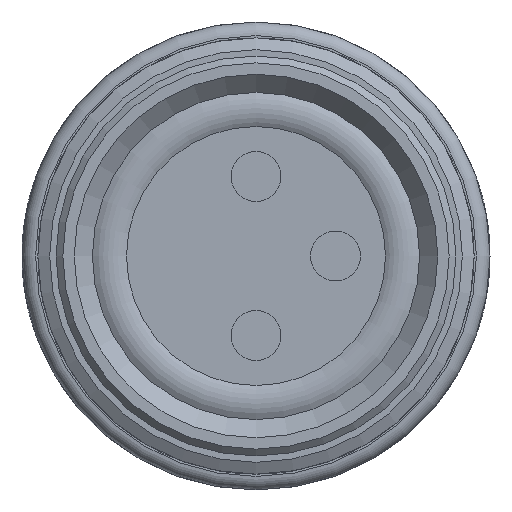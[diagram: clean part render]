
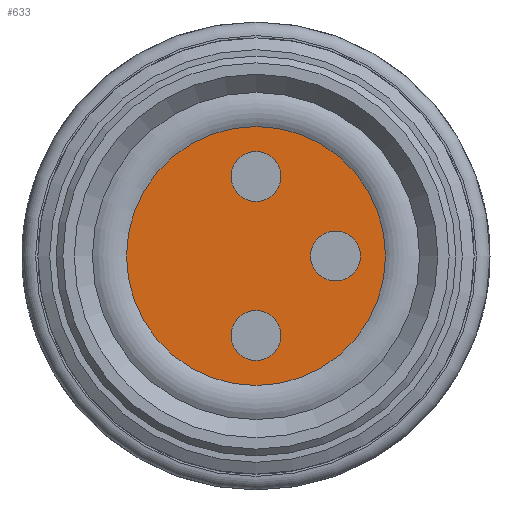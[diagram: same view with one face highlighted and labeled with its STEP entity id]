
A CAD part, front view. The second image highlights one B-rep face of the part: STEP entity #633.
In plain terms, the highlighted planar face has unit normal (0, -1, 0).
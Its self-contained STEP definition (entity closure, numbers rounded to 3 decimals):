
#290=PLANE('',#2221);
#633=ADVANCED_FACE('',(#702,#703,#704,#705),#290,.F.);
#702=FACE_BOUND('',#870,.T.);
#703=FACE_BOUND('',#871,.T.);
#704=FACE_BOUND('',#872,.T.);
#705=FACE_BOUND('',#873,.T.);
#870=EDGE_LOOP('',(#1394));
#871=EDGE_LOOP('',(#1395));
#872=EDGE_LOOP('',(#1396));
#873=EDGE_LOOP('',(#1397));
#1394=ORIENTED_EDGE('',*,*,#1828,.F.);
#1395=ORIENTED_EDGE('',*,*,#1827,.F.);
#1396=ORIENTED_EDGE('',*,*,#1826,.F.);
#1397=ORIENTED_EDGE('',*,*,#1829,.F.);
#1564=VERTEX_POINT('',#4420);
#1565=VERTEX_POINT('',#4423);
#1566=VERTEX_POINT('',#4426);
#1567=VERTEX_POINT('',#4429);
#1826=EDGE_CURVE('',#1564,#1564,#1968,.T.);
#1827=EDGE_CURVE('',#1565,#1565,#1969,.T.);
#1828=EDGE_CURVE('',#1566,#1566,#1970,.T.);
#1829=EDGE_CURVE('',#1567,#1567,#1971,.T.);
#1968=CIRCLE('',#2214,0.55);
#1969=CIRCLE('',#2216,0.55);
#1970=CIRCLE('',#2218,0.55);
#1971=CIRCLE('',#2220,2.85);
#2214=AXIS2_PLACEMENT_3D('',#4419,#2759,#2760);
#2216=AXIS2_PLACEMENT_3D('',#4422,#2763,#2764);
#2218=AXIS2_PLACEMENT_3D('',#4425,#2767,#2768);
#2220=AXIS2_PLACEMENT_3D('',#4428,#2771,#2772);
#2221=AXIS2_PLACEMENT_3D('',#4430,#2773,#2774);
#2759=DIRECTION('',(0.,-1.,0.));
#2760=DIRECTION('',(0.,0.,-1.));
#2763=DIRECTION('',(0.,-1.,0.));
#2764=DIRECTION('',(0.,0.,-1.));
#2767=DIRECTION('',(0.,-1.,0.));
#2768=DIRECTION('',(0.,0.,-1.));
#2771=DIRECTION('',(0.,1.,0.));
#2772=DIRECTION('',(1.,0.,0.));
#2773=DIRECTION('',(0.,1.,0.));
#2774=DIRECTION('',(1.,0.,0.));
#4419=CARTESIAN_POINT('',(80.9,13.55,0.));
#4420=CARTESIAN_POINT('',(80.9,13.55,-0.55));
#4422=CARTESIAN_POINT('',(79.15,13.55,1.75));
#4423=CARTESIAN_POINT('',(79.15,13.55,1.2));
#4425=CARTESIAN_POINT('',(79.15,13.55,-1.75));
#4426=CARTESIAN_POINT('',(79.15,13.55,-2.3));
#4428=CARTESIAN_POINT('',(79.15,13.55,0.));
#4429=CARTESIAN_POINT('',(82.,13.55,0.));
#4430=CARTESIAN_POINT('',(79.15,13.55,0.));
